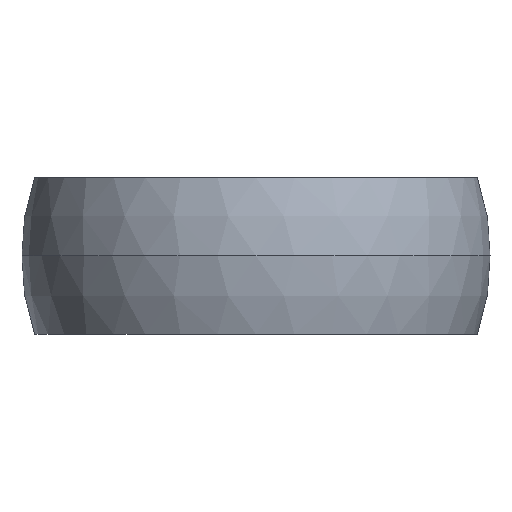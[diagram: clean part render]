
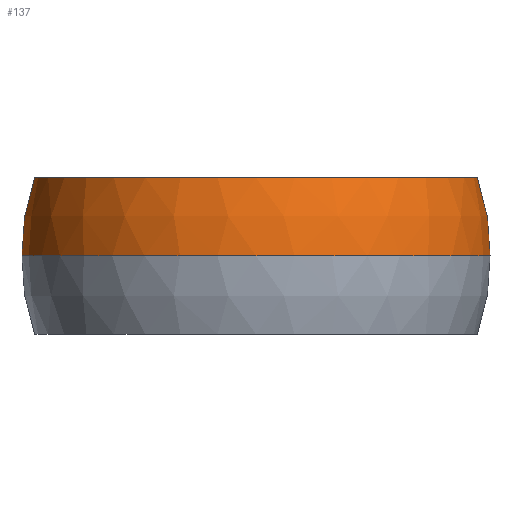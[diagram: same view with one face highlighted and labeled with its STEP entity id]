
A CAD part, left-side view. The second image highlights one B-rep face of the part: STEP entity #137.
In plain terms, the highlighted spherical face has radius 6 mm.
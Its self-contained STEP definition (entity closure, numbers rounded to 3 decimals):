
#9 = ORIENTED_EDGE ( 'NONE', *, *, #201, .F. ) ;
#13 = ORIENTED_EDGE ( 'NONE', *, *, #330, .T. ) ;
#28 = SPHERICAL_SURFACE ( 'NONE', #185, 6. ) ;
#34 = VERTEX_POINT ( 'NONE', #53 ) ;
#44 = VERTEX_POINT ( 'NONE', #415 ) ;
#50 = DIRECTION ( 'NONE',  ( 1., 0., 0. ) ) ;
#52 = CARTESIAN_POINT ( 'NONE',  ( -15.343, 0., 0. ) ) ;
#53 = CARTESIAN_POINT ( 'NONE',  ( -15.343, -2., 0. ) ) ;
#56 = DIRECTION ( 'NONE',  ( 0., 0., 1. ) ) ;
#73 = VERTEX_POINT ( 'NONE', #187 ) ;
#83 = CARTESIAN_POINT ( 'NONE',  ( -15.343, 0., 0. ) ) ;
#84 = DIRECTION ( 'NONE',  ( 0., 0., 1. ) ) ;
#88 = ORIENTED_EDGE ( 'NONE', *, *, #263, .F. ) ;
#94 = DIRECTION ( 'NONE',  ( 0., 0., -1. ) ) ;
#95 = CIRCLE ( 'NONE', #216, 6. ) ;
#96 = DIRECTION ( 'NONE',  ( 0., 0., -1. ) ) ;
#112 = ORIENTED_EDGE ( 'NONE', *, *, #309, .T. ) ;
#113 = CARTESIAN_POINT ( 'NONE',  ( -15.343, 0., 2. ) ) ;
#118 = CIRCLE ( 'NONE', #260, 2. ) ;
#122 = CARTESIAN_POINT ( 'NONE',  ( -21., 0., 0. ) ) ;
#126 = ORIENTED_EDGE ( 'NONE', *, *, #397, .F. ) ;
#127 = CARTESIAN_POINT ( 'NONE',  ( -21., 0., 2. ) ) ;
#132 = CARTESIAN_POINT ( 'NONE',  ( -27., 0., 0. ) ) ;
#134 = CIRCLE ( 'NONE', #154, 2. ) ;
#137 = ADVANCED_FACE ( 'NONE', ( #393 ), #28, .T. ) ;
#154 = AXIS2_PLACEMENT_3D ( 'NONE', #83, #247, #363 ) ;
#185 = AXIS2_PLACEMENT_3D ( 'NONE', #122, #84, #517 ) ;
#186 = VERTEX_POINT ( 'NONE', #113 ) ;
#187 = CARTESIAN_POINT ( 'NONE',  ( -26.657, 0., 2. ) ) ;
#201 = EDGE_CURVE ( 'NONE', #186, #34, #134, .T. ) ;
#216 = AXIS2_PLACEMENT_3D ( 'NONE', #460, #94, #384 ) ;
#218 = AXIS2_PLACEMENT_3D ( 'NONE', #220, #296, #499 ) ;
#220 = CARTESIAN_POINT ( 'NONE',  ( -21., 0., 2. ) ) ;
#231 = CIRCLE ( 'NONE', #506, 5.657 ) ;
#247 = DIRECTION ( 'NONE',  ( 1., 0., 0. ) ) ;
#255 = DIRECTION ( 'NONE',  ( 1., 0., 0. ) ) ;
#260 = AXIS2_PLACEMENT_3D ( 'NONE', #52, #50, #339 ) ;
#261 = EDGE_CURVE ( 'NONE', #186, #73, #413, .T. ) ;
#263 = EDGE_CURVE ( 'NONE', #427, #44, #95, .T. ) ;
#278 = ORIENTED_EDGE ( 'NONE', *, *, #261, .T. ) ;
#294 = DIRECTION ( 'NONE',  ( 0., -1., 0. ) ) ;
#296 = DIRECTION ( 'NONE',  ( 0., 0., -1. ) ) ;
#309 = EDGE_CURVE ( 'NONE', #427, #34, #505, .T. ) ;
#330 = EDGE_CURVE ( 'NONE', #73, #186, #231, .T. ) ;
#339 = DIRECTION ( 'NONE',  ( 0., 0., -1. ) ) ;
#348 = AXIS2_PLACEMENT_3D ( 'NONE', #495, #56, #294 ) ;
#353 = EDGE_LOOP ( 'NONE', ( #88, #112, #9, #278, #13, #126 ) ) ;
#363 = DIRECTION ( 'NONE',  ( 0., 0., -1. ) ) ;
#384 = DIRECTION ( 'NONE',  ( -1., 0., 0. ) ) ;
#393 = FACE_OUTER_BOUND ( 'NONE', #353, .T. ) ;
#397 = EDGE_CURVE ( 'NONE', #44, #186, #118, .T. ) ;
#413 = CIRCLE ( 'NONE', #218, 5.657 ) ;
#415 = CARTESIAN_POINT ( 'NONE',  ( -15.343, 2., 0. ) ) ;
#427 = VERTEX_POINT ( 'NONE', #132 ) ;
#460 = CARTESIAN_POINT ( 'NONE',  ( -21., 0., 0. ) ) ;
#495 = CARTESIAN_POINT ( 'NONE',  ( -21., 0., 0. ) ) ;
#499 = DIRECTION ( 'NONE',  ( 1., 0., 0. ) ) ;
#505 = CIRCLE ( 'NONE', #348, 6. ) ;
#506 = AXIS2_PLACEMENT_3D ( 'NONE', #127, #96, #255 ) ;
#517 = DIRECTION ( 'NONE',  ( 0., 1., 0. ) ) ;
